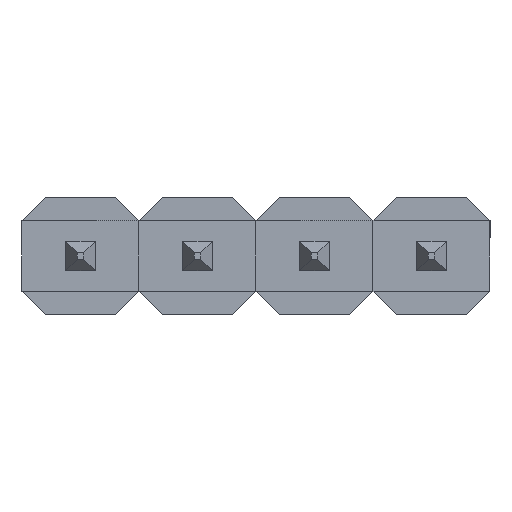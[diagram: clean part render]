
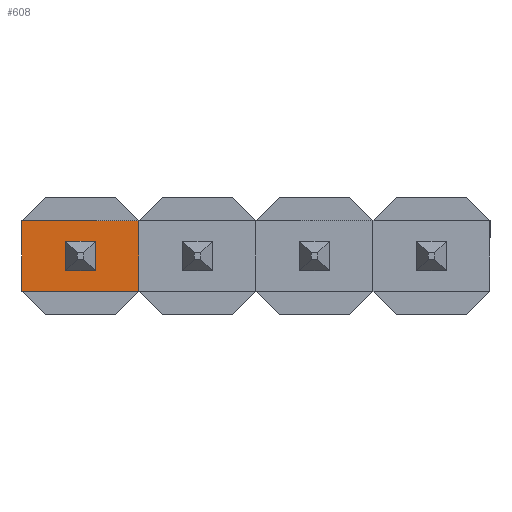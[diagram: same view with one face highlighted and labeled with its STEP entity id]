
A CAD part, front view. The second image highlights one B-rep face of the part: STEP entity #608.
In plain terms, the highlighted planar face has unit normal (0, -1, 0).
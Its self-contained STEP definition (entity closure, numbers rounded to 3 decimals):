
#65 = VERTEX_POINT ( 'NONE', #490 ) ;
#117 = VERTEX_POINT ( 'NONE', #1155 ) ;
#175 = EDGE_LOOP ( 'NONE', ( #444, #1308, #1054, #758 ) ) ;
#247 = DIRECTION ( 'NONE',  ( 1., 0., 0. ) ) ;
#269 = DIRECTION ( 'NONE',  ( 0., 0., -1. ) ) ;
#399 = DIRECTION ( 'NONE',  ( 0., 0., -1. ) ) ;
#444 = ORIENTED_EDGE ( 'NONE', *, *, #1293, .F. ) ;
#479 = EDGE_CURVE ( 'NONE', #65, #1153, #871, .T. ) ;
#490 = CARTESIAN_POINT ( 'NONE',  ( 1.27, 0.5, 0.665 ) ) ;
#494 = DIRECTION ( 'NONE',  ( 0., 1., 0. ) ) ;
#499 = CARTESIAN_POINT ( 'NONE',  ( -1.27, 0.5, 0.665 ) ) ;
#520 = VECTOR ( 'NONE', #269, 1000. ) ;
#543 = DIRECTION ( 'NONE',  ( -1., 0., 0. ) ) ;
#608 = ADVANCED_FACE ( 'NONE', ( #804 ), #613, .F. ) ;
#609 = CARTESIAN_POINT ( 'NONE',  ( 0., 0.5, 0. ) ) ;
#613 = PLANE ( 'NONE',  #1195 ) ;
#631 = VERTEX_POINT ( 'NONE', #499 ) ;
#735 = LINE ( 'NONE', #1097, #1033 ) ;
#758 = ORIENTED_EDGE ( 'NONE', *, *, #788, .T. ) ;
#788 = EDGE_CURVE ( 'NONE', #631, #117, #1406, .T. ) ;
#804 = FACE_OUTER_BOUND ( 'NONE', #175, .T. ) ;
#871 = LINE ( 'NONE', #1083, #1176 ) ;
#894 = CARTESIAN_POINT ( 'NONE',  ( 1.27, 0.5, -0.875 ) ) ;
#897 = VECTOR ( 'NONE', #247, 1000. ) ;
#925 = EDGE_CURVE ( 'NONE', #631, #65, #1201, .T. ) ;
#1033 = VECTOR ( 'NONE', #543, 1000. ) ;
#1054 = ORIENTED_EDGE ( 'NONE', *, *, #925, .F. ) ;
#1075 = CARTESIAN_POINT ( 'NONE',  ( -1.27, 0.5, -1.375 ) ) ;
#1083 = CARTESIAN_POINT ( 'NONE',  ( 1.27, 0.5, 0. ) ) ;
#1097 = CARTESIAN_POINT ( 'NONE',  ( 0., 0.5, -0.875 ) ) ;
#1153 = VERTEX_POINT ( 'NONE', #894 ) ;
#1155 = CARTESIAN_POINT ( 'NONE',  ( -1.27, 0.5, -0.875 ) ) ;
#1172 = DIRECTION ( 'NONE',  ( 0., 0., 1. ) ) ;
#1176 = VECTOR ( 'NONE', #399, 1000. ) ;
#1195 = AXIS2_PLACEMENT_3D ( 'NONE', #609, #494, #1172 ) ;
#1201 = LINE ( 'NONE', #1417, #897 ) ;
#1293 = EDGE_CURVE ( 'NONE', #1153, #117, #735, .T. ) ;
#1308 = ORIENTED_EDGE ( 'NONE', *, *, #479, .F. ) ;
#1406 = LINE ( 'NONE', #1075, #520 ) ;
#1417 = CARTESIAN_POINT ( 'NONE',  ( 0., 0.5, 0.665 ) ) ;
